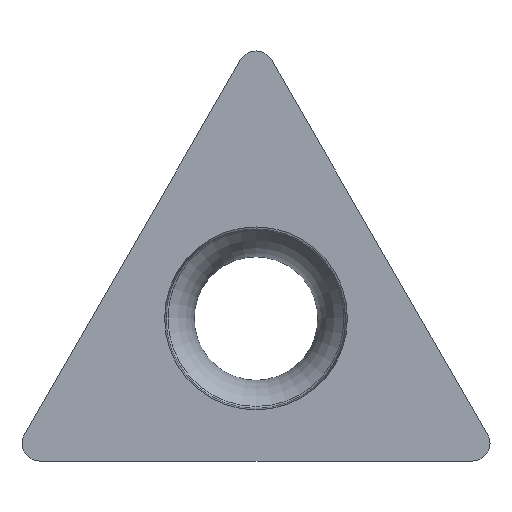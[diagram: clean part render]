
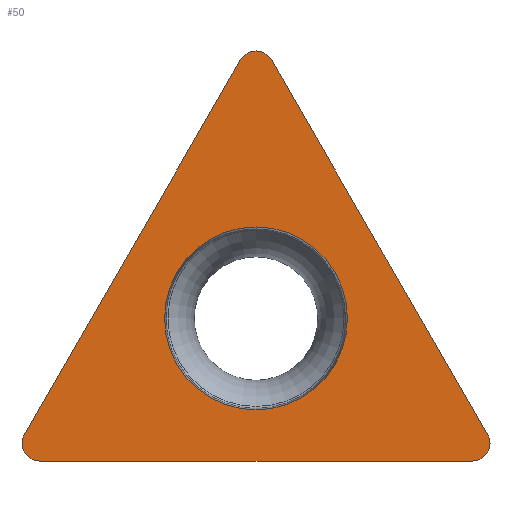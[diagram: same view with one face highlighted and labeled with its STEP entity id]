
A CAD part, top view. The second image highlights one B-rep face of the part: STEP entity #50.
In plain terms, the highlighted planar face has unit normal (0, 0, 1).
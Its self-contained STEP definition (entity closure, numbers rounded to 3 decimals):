
#50=ADVANCED_FACE('',(#95,#96),#62,.T.);
#62=PLANE('',#257);
#68=LINE('',#366,#83);
#73=LINE('',#376,#88);
#75=LINE('',#380,#90);
#83=VECTOR('',#283,1.0);
#88=VECTOR('',#290,1.0);
#90=VECTOR('',#294,1.0);
#95=FACE_BOUND('',#110,.T.);
#96=FACE_BOUND('',#111,.T.);
#110=EDGE_LOOP('',(#145));
#111=EDGE_LOOP('',(#146,#147,#148,#149,#150,#151));
#145=ORIENTED_EDGE('',*,*,#202,.F.);
#146=ORIENTED_EDGE('',*,*,#197,.T.);
#147=ORIENTED_EDGE('',*,*,#203,.T.);
#148=ORIENTED_EDGE('',*,*,#199,.T.);
#149=ORIENTED_EDGE('',*,*,#204,.T.);
#150=ORIENTED_EDGE('',*,*,#192,.T.);
#151=ORIENTED_EDGE('',*,*,#205,.T.);
#174=VERTEX_POINT('',#365);
#175=VERTEX_POINT('',#367);
#178=VERTEX_POINT('',#375);
#179=VERTEX_POINT('',#377);
#180=VERTEX_POINT('',#381);
#181=VERTEX_POINT('',#382);
#182=VERTEX_POINT('',#387);
#192=EDGE_CURVE('',#175,#174,#68,.T.);
#197=EDGE_CURVE('',#179,#178,#73,.T.);
#199=EDGE_CURVE('',#180,#181,#75,.T.);
#202=EDGE_CURVE('',#182,#182,#210,.T.);
#203=EDGE_CURVE('',#178,#180,#211,.T.);
#204=EDGE_CURVE('',#181,#175,#212,.T.);
#205=EDGE_CURVE('',#174,#179,#213,.T.);
#210=CIRCLE('',#253,4.071);
#211=CIRCLE('',#254,0.794);
#212=CIRCLE('',#255,0.794);
#213=CIRCLE('',#256,0.794);
#253=AXIS2_PLACEMENT_3D('',#386,#299,#300);
#254=AXIS2_PLACEMENT_3D('',#388,#301,#302);
#255=AXIS2_PLACEMENT_3D('',#389,#303,#304);
#256=AXIS2_PLACEMENT_3D('',#390,#305,#306);
#257=AXIS2_PLACEMENT_3D('',#391,#307,#308);
#283=DIRECTION('',(-0.5,-0.866,0.));
#290=DIRECTION('',(1.0,0.,0.));
#294=DIRECTION('',(-0.5,0.866,0.));
#299=DIRECTION('',(0.0,0.0,1.0));
#300=DIRECTION('',(-0.866,-0.5,0.0));
#301=DIRECTION('',(0.,0.,1.0));
#302=DIRECTION('',(-0.5,0.866,0.));
#303=DIRECTION('',(0.,0.,1.0));
#304=DIRECTION('',(-0.5,0.866,0.));
#305=DIRECTION('',(0.,0.,1.0));
#306=DIRECTION('',(-0.5,0.866,0.));
#307=DIRECTION('',(0.,0.,1.0));
#308=DIRECTION('',(-0.5,0.866,0.));
#365=CARTESIAN_POINT('',(0.687,1.191,0.));
#366=CARTESIAN_POINT('',(5.499,9.525,0.));
#367=CARTESIAN_POINT('',(10.311,17.859,0.));
#375=CARTESIAN_POINT('',(20.622,0.,0.));
#376=CARTESIAN_POINT('',(10.999,0.,0.));
#377=CARTESIAN_POINT('',(1.375,0.,0.));
#380=CARTESIAN_POINT('',(16.498,9.525,0.));
#381=CARTESIAN_POINT('',(21.31,1.191,0.));
#382=CARTESIAN_POINT('',(11.686,17.859,0.));
#386=CARTESIAN_POINT('',(10.999,6.35,0.0));
#387=CARTESIAN_POINT('',(7.473,4.314,0.0));
#388=CARTESIAN_POINT('',(20.622,0.794,0.));
#389=CARTESIAN_POINT('',(10.999,17.463,0.));
#390=CARTESIAN_POINT('',(1.375,0.794,0.));
#391=CARTESIAN_POINT('',(10.999,6.35,0.));
